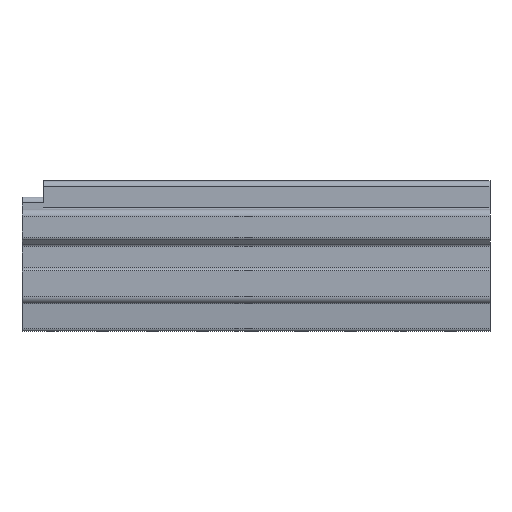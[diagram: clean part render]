
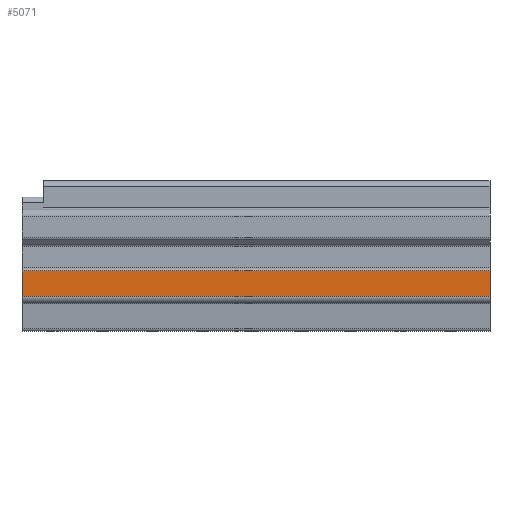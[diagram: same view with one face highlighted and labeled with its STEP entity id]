
A CAD part, left-side view. The second image highlights one B-rep face of the part: STEP entity #5071.
In plain terms, the highlighted planar face has unit normal (-1, 0, 0).
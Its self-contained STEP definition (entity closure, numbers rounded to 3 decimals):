
#248=DIRECTION('',(0.,1.,0.));
#249=VECTOR('',#248,33.);
#250=CARTESIAN_POINT('',(-6.25,-31.5,-1.057));
#251=LINE('',#250,#249);
#252=DIRECTION('',(0.,1.,0.));
#253=VECTOR('',#252,33.);
#254=CARTESIAN_POINT('',(-6.25,-31.5,-2.85));
#255=LINE('',#254,#253);
#2108=DIRECTION('',(0.,0.,1.));
#2109=VECTOR('',#2108,1.793);
#2110=CARTESIAN_POINT('',(-6.25,-31.5,-2.85));
#2111=LINE('',#2110,#2109);
#2960=DIRECTION('',(0.,0.,1.));
#2961=VECTOR('',#2960,1.793);
#2962=CARTESIAN_POINT('',(-6.25,1.5,-2.85));
#2963=LINE('',#2962,#2961);
#3753=CARTESIAN_POINT('',(-6.25,-31.5,-2.85));
#3754=VERTEX_POINT('',#3753);
#3755=CARTESIAN_POINT('',(-6.25,-31.5,-1.057));
#3756=VERTEX_POINT('',#3755);
#4715=CARTESIAN_POINT('',(-6.25,1.5,-2.85));
#4716=VERTEX_POINT('',#4715);
#4717=CARTESIAN_POINT('',(-6.25,1.5,-1.057));
#4718=VERTEX_POINT('',#4717);
#5057=CARTESIAN_POINT('',(-6.25,0.,-2.85));
#5058=DIRECTION('',(-1.,0.,0.));
#5059=DIRECTION('',(0.,0.,1.));
#5060=AXIS2_PLACEMENT_3D('',#5057,#5058,#5059);
#5061=PLANE('',#5060);
#5063=ORIENTED_EDGE('',*,*,#5062,.T.);
#5065=ORIENTED_EDGE('',*,*,#5064,.T.);
#5066=ORIENTED_EDGE('',*,*,#5047,.F.);
#5068=ORIENTED_EDGE('',*,*,#5067,.F.);
#5069=EDGE_LOOP('',(#5063,#5065,#5066,#5068));
#5070=FACE_OUTER_BOUND('',#5069,.F.);
#5071=ADVANCED_FACE('',(#5070),#5061,.T.);
#5047=EDGE_CURVE('',#3756,#4718,#251,.T.);
#5062=EDGE_CURVE('',#3754,#4716,#255,.T.);
#5064=EDGE_CURVE('',#4716,#4718,#2963,.T.);
#5067=EDGE_CURVE('',#3754,#3756,#2111,.T.);
